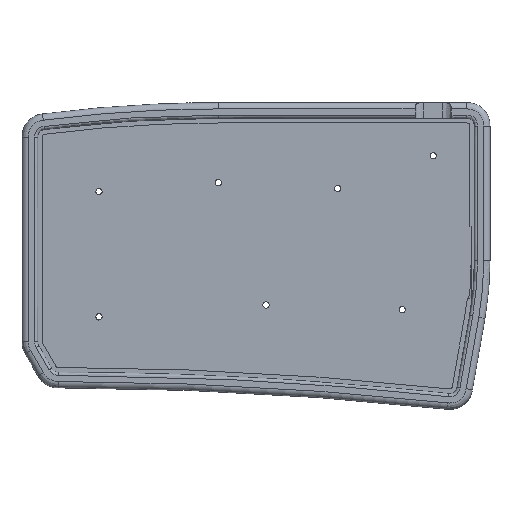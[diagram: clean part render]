
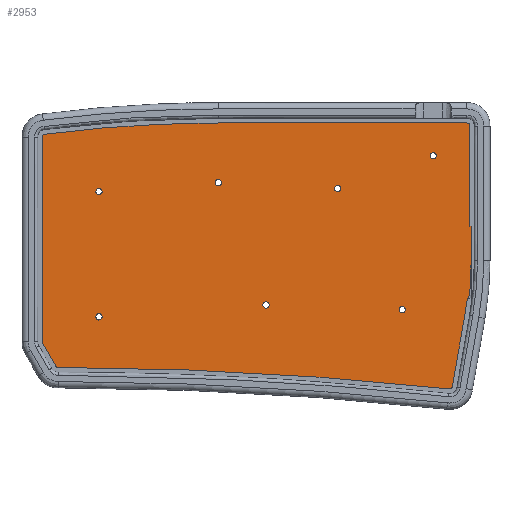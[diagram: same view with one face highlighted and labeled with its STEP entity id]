
A CAD part, top view. The second image highlights one B-rep face of the part: STEP entity #2953.
In plain terms, the highlighted planar face has unit normal (0, 0, 1).
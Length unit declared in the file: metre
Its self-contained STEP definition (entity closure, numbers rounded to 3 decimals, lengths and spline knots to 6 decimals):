
#113=CIRCLE('',#3137,0.001);
#114=CIRCLE('',#3138,0.001);
#115=CIRCLE('',#3139,0.001);
#116=CIRCLE('',#3140,0.001);
#117=CIRCLE('',#3141,0.001);
#118=CIRCLE('',#3142,0.001);
#119=CIRCLE('',#3143,0.001);
#336=B_SPLINE_CURVE_WITH_KNOTS('',3,(#7148,#7149,#7150,#7151),
 .UNSPECIFIED.,.F.,.F.,(4,4),(0.,1.),.UNSPECIFIED.);
#337=B_SPLINE_CURVE_WITH_KNOTS('',3,(#7154,#7155,#7156,#7157),
 .UNSPECIFIED.,.F.,.F.,(4,4),(0.,1.),.UNSPECIFIED.);
#338=B_SPLINE_CURVE_WITH_KNOTS('',3,(#7159,#7160,#7161,#7162),
 .UNSPECIFIED.,.F.,.F.,(4,4),(0.,1.),.UNSPECIFIED.);
#339=B_SPLINE_CURVE_WITH_KNOTS('',3,(#7164,#7165,#7166,#7167),
 .UNSPECIFIED.,.F.,.F.,(4,4),(0.,1.),.UNSPECIFIED.);
#340=B_SPLINE_CURVE_WITH_KNOTS('',3,(#7169,#7170,#7171,#7172),
 .UNSPECIFIED.,.F.,.F.,(4,4),(0.,1.),.UNSPECIFIED.);
#341=B_SPLINE_CURVE_WITH_KNOTS('',3,(#7174,#7175,#7176,#7177),
 .UNSPECIFIED.,.F.,.F.,(4,4),(0.,1.),.UNSPECIFIED.);
#342=B_SPLINE_CURVE_WITH_KNOTS('',3,(#7179,#7180,#7181,#7182),
 .UNSPECIFIED.,.F.,.F.,(4,4),(0.,1.),.UNSPECIFIED.);
#343=B_SPLINE_CURVE_WITH_KNOTS('',3,(#7184,#7185,#7186,#7187),
 .UNSPECIFIED.,.F.,.F.,(4,4),(0.,1.),.UNSPECIFIED.);
#344=B_SPLINE_CURVE_WITH_KNOTS('',3,(#7189,#7190,#7191,#7192),
 .UNSPECIFIED.,.F.,.F.,(4,4),(0.,1.),.UNSPECIFIED.);
#345=B_SPLINE_CURVE_WITH_KNOTS('',3,(#7194,#7195,#7196,#7197),
 .UNSPECIFIED.,.F.,.F.,(4,4),(0.,1.),.UNSPECIFIED.);
#346=B_SPLINE_CURVE_WITH_KNOTS('',3,(#7199,#7200,#7201,#7202),
 .UNSPECIFIED.,.F.,.F.,(4,4),(0.,1.),.UNSPECIFIED.);
#347=B_SPLINE_CURVE_WITH_KNOTS('',3,(#7204,#7205,#7206,#7207),
 .UNSPECIFIED.,.F.,.F.,(4,4),(0.,1.),.UNSPECIFIED.);
#348=B_SPLINE_CURVE_WITH_KNOTS('',3,(#7209,#7210,#7211,#7212),
 .UNSPECIFIED.,.F.,.F.,(4,4),(0.,1.),.UNSPECIFIED.);
#1040=ORIENTED_EDGE('',*,*,#1631,.F.);
#1041=ORIENTED_EDGE('',*,*,#1632,.F.);
#1042=ORIENTED_EDGE('',*,*,#1633,.F.);
#1043=ORIENTED_EDGE('',*,*,#1634,.F.);
#1044=ORIENTED_EDGE('',*,*,#1635,.F.);
#1045=ORIENTED_EDGE('',*,*,#1636,.F.);
#1046=ORIENTED_EDGE('',*,*,#1637,.F.);
#1047=ORIENTED_EDGE('',*,*,#1638,.F.);
#1048=ORIENTED_EDGE('',*,*,#1639,.F.);
#1049=ORIENTED_EDGE('',*,*,#1640,.F.);
#1050=ORIENTED_EDGE('',*,*,#1641,.F.);
#1051=ORIENTED_EDGE('',*,*,#1642,.F.);
#1052=ORIENTED_EDGE('',*,*,#1643,.F.);
#1053=ORIENTED_EDGE('',*,*,#1644,.F.);
#1054=ORIENTED_EDGE('',*,*,#1645,.F.);
#1055=ORIENTED_EDGE('',*,*,#1646,.F.);
#1056=ORIENTED_EDGE('',*,*,#1647,.F.);
#1057=ORIENTED_EDGE('',*,*,#1648,.F.);
#1058=ORIENTED_EDGE('',*,*,#1649,.F.);
#1059=ORIENTED_EDGE('',*,*,#1650,.F.);
#1631=EDGE_CURVE('',#1938,#1938,#113,.F.);
#1632=EDGE_CURVE('',#1939,#1939,#114,.F.);
#1633=EDGE_CURVE('',#1940,#1940,#115,.F.);
#1634=EDGE_CURVE('',#1941,#1941,#116,.F.);
#1635=EDGE_CURVE('',#1942,#1942,#117,.F.);
#1636=EDGE_CURVE('',#1943,#1943,#118,.F.);
#1637=EDGE_CURVE('',#1944,#1944,#119,.F.);
#1638=EDGE_CURVE('',#1945,#1946,#336,.T.);
#1639=EDGE_CURVE('',#1947,#1945,#337,.T.);
#1640=EDGE_CURVE('',#1948,#1947,#338,.T.);
#1641=EDGE_CURVE('',#1949,#1948,#339,.T.);
#1642=EDGE_CURVE('',#1950,#1949,#340,.T.);
#1643=EDGE_CURVE('',#1951,#1950,#341,.T.);
#1644=EDGE_CURVE('',#1952,#1951,#342,.T.);
#1645=EDGE_CURVE('',#1953,#1952,#343,.T.);
#1646=EDGE_CURVE('',#1954,#1953,#344,.T.);
#1647=EDGE_CURVE('',#1955,#1954,#345,.T.);
#1648=EDGE_CURVE('',#1956,#1955,#346,.T.);
#1649=EDGE_CURVE('',#1957,#1956,#347,.T.);
#1650=EDGE_CURVE('',#1946,#1957,#348,.T.);
#1938=VERTEX_POINT('',#7135);
#1939=VERTEX_POINT('',#7137);
#1940=VERTEX_POINT('',#7139);
#1941=VERTEX_POINT('',#7141);
#1942=VERTEX_POINT('',#7143);
#1943=VERTEX_POINT('',#7145);
#1944=VERTEX_POINT('',#7147);
#1945=VERTEX_POINT('',#7152);
#1946=VERTEX_POINT('',#7153);
#1947=VERTEX_POINT('',#7158);
#1948=VERTEX_POINT('',#7163);
#1949=VERTEX_POINT('',#7168);
#1950=VERTEX_POINT('',#7173);
#1951=VERTEX_POINT('',#7178);
#1952=VERTEX_POINT('',#7183);
#1953=VERTEX_POINT('',#7188);
#1954=VERTEX_POINT('',#7193);
#1955=VERTEX_POINT('',#7198);
#1956=VERTEX_POINT('',#7203);
#1957=VERTEX_POINT('',#7208);
#2377=EDGE_LOOP('',(#1040));
#2378=EDGE_LOOP('',(#1041));
#2379=EDGE_LOOP('',(#1042));
#2380=EDGE_LOOP('',(#1043));
#2381=EDGE_LOOP('',(#1044));
#2382=EDGE_LOOP('',(#1045));
#2383=EDGE_LOOP('',(#1046));
#2384=EDGE_LOOP('',(#1047,#1048,#1049,#1050,#1051,#1052,#1053,#1054,#1055,
#1056,#1057,#1058,#1059));
#2644=FACE_BOUND('',#2377,.T.);
#2645=FACE_BOUND('',#2378,.T.);
#2646=FACE_BOUND('',#2379,.T.);
#2647=FACE_BOUND('',#2380,.T.);
#2648=FACE_BOUND('',#2381,.T.);
#2649=FACE_BOUND('',#2382,.T.);
#2650=FACE_BOUND('',#2383,.T.);
#2651=FACE_BOUND('',#2384,.T.);
#2808=PLANE('',#3136);
#2953=ADVANCED_FACE('',(#2644,#2645,#2646,#2647,#2648,#2649,#2650,#2651),
#2808,.T.);
#3136=AXIS2_PLACEMENT_3D('',#7133,#3519,#3520);
#3137=AXIS2_PLACEMENT_3D('',#7134,#3521,#3522);
#3138=AXIS2_PLACEMENT_3D('',#7136,#3523,#3524);
#3139=AXIS2_PLACEMENT_3D('',#7138,#3525,#3526);
#3140=AXIS2_PLACEMENT_3D('',#7140,#3527,#3528);
#3141=AXIS2_PLACEMENT_3D('',#7142,#3529,#3530);
#3142=AXIS2_PLACEMENT_3D('',#7144,#3531,#3532);
#3143=AXIS2_PLACEMENT_3D('',#7146,#3533,#3534);
#3519=DIRECTION('',(0.,0.,1.));
#3520=DIRECTION('',(-1.,0.,0.));
#3521=DIRECTION('',(0.,0.,-1.));
#3522=DIRECTION('',(-1.,0.,0.));
#3523=DIRECTION('',(0.,0.,-1.));
#3524=DIRECTION('',(-1.,0.,0.));
#3525=DIRECTION('',(0.,0.,-1.));
#3526=DIRECTION('',(-1.,0.,0.));
#3527=DIRECTION('',(0.,0.,-1.));
#3528=DIRECTION('',(-1.,0.,0.));
#3529=DIRECTION('',(0.,0.,-1.));
#3530=DIRECTION('',(-1.,0.,0.));
#3531=DIRECTION('',(0.,0.,-1.));
#3532=DIRECTION('',(-1.,0.,0.));
#3533=DIRECTION('',(0.,0.,-1.));
#3534=DIRECTION('',(-1.,0.,0.));
#7133=CARTESIAN_POINT('',(-0.083217,-0.002215,-0.013));
#7134=CARTESIAN_POINT('',(-0.09525,0.021217,-0.013));
#7135=CARTESIAN_POINT('',(-0.09625,0.021217,-0.013));
#7136=CARTESIAN_POINT('',(-0.05715,0.019312,-0.013));
#7137=CARTESIAN_POINT('',(-0.05815,0.019312,-0.013));
#7138=CARTESIAN_POINT('',(-0.026654,0.029804,-0.013));
#7139=CARTESIAN_POINT('',(-0.027654,0.029804,-0.013));
#7140=CARTESIAN_POINT('',(-0.13335,-0.021646,-0.013));
#7141=CARTESIAN_POINT('',(-0.13435,-0.021646,-0.013));
#7142=CARTESIAN_POINT('',(-0.13335,0.018359,-0.013));
#7143=CARTESIAN_POINT('',(-0.13435,0.018359,-0.013));
#7144=CARTESIAN_POINT('',(-0.08001,-0.017836,-0.013));
#7145=CARTESIAN_POINT('',(-0.08101,-0.017836,-0.013));
#7146=CARTESIAN_POINT('',(-0.036526,-0.019333,-0.013));
#7147=CARTESIAN_POINT('',(-0.037526,-0.019333,-0.013));
#7148=CARTESIAN_POINT('',(-0.016018,0.040734,-0.013));
#7149=CARTESIAN_POINT('',(-0.014962,0.040734,-0.013));
#7150=CARTESIAN_POINT('',(-0.014518,0.040293,-0.013));
#7151=CARTESIAN_POINT('',(-0.014518,0.039234,-0.013));
#7152=CARTESIAN_POINT('',(-0.016018,0.040734,-0.013));
#7153=CARTESIAN_POINT('',(-0.014518,0.039234,-0.013));
#7154=CARTESIAN_POINT('',(-0.09525,0.040734,-0.013));
#7155=CARTESIAN_POINT('',(-0.068839,0.040734,-0.013));
#7156=CARTESIAN_POINT('',(-0.042429,0.040734,-0.013));
#7157=CARTESIAN_POINT('',(-0.016018,0.040734,-0.013));
#7158=CARTESIAN_POINT('',(-0.09525,0.040734,-0.013));
#7159=CARTESIAN_POINT('',(-0.150608,0.037158,-0.013));
#7160=CARTESIAN_POINT('',(-0.132232,0.039542,-0.013));
#7161=CARTESIAN_POINT('',(-0.11378,0.040734,-0.013));
#7162=CARTESIAN_POINT('',(-0.09525,0.040734,-0.013));
#7163=CARTESIAN_POINT('',(-0.150608,0.037158,-0.013));
#7164=CARTESIAN_POINT('',(-0.151915,0.035671,-0.013));
#7165=CARTESIAN_POINT('',(-0.151915,0.036591,-0.013));
#7166=CARTESIAN_POINT('',(-0.15152,0.03704,-0.013));
#7167=CARTESIAN_POINT('',(-0.150608,0.037158,-0.013));
#7168=CARTESIAN_POINT('',(-0.151915,0.035671,-0.013));
#7169=CARTESIAN_POINT('',(-0.151915,-0.029673,-0.013));
#7170=CARTESIAN_POINT('',(-0.151915,-0.007891,-0.013));
#7171=CARTESIAN_POINT('',(-0.151915,0.01389,-0.013));
#7172=CARTESIAN_POINT('',(-0.151915,0.035671,-0.013));
#7173=CARTESIAN_POINT('',(-0.151915,-0.029673,-0.013));
#7174=CARTESIAN_POINT('',(-0.151714,-0.030423,-0.013));
#7175=CARTESIAN_POINT('',(-0.151848,-0.030191,-0.013));
#7176=CARTESIAN_POINT('',(-0.151915,-0.029941,-0.013));
#7177=CARTESIAN_POINT('',(-0.151915,-0.029673,-0.013));
#7178=CARTESIAN_POINT('',(-0.151714,-0.030423,-0.013));
#7179=CARTESIAN_POINT('',(-0.147595,-0.03755,-0.013));
#7180=CARTESIAN_POINT('',(-0.148968,-0.035175,-0.013));
#7181=CARTESIAN_POINT('',(-0.150341,-0.032799,-0.013));
#7182=CARTESIAN_POINT('',(-0.151714,-0.030423,-0.013));
#7183=CARTESIAN_POINT('',(-0.147595,-0.03755,-0.013));
#7184=CARTESIAN_POINT('',(-0.146299,-0.0383,-0.013));
#7185=CARTESIAN_POINT('',(-0.14689,-0.038299,-0.013));
#7186=CARTESIAN_POINT('',(-0.147301,-0.03806,-0.013));
#7187=CARTESIAN_POINT('',(-0.147595,-0.03755,-0.013));
#7188=CARTESIAN_POINT('',(-0.146299,-0.0383,-0.013));
#7189=CARTESIAN_POINT('',(-0.021698,-0.045146,-0.013));
#7190=CARTESIAN_POINT('',(-0.06311,-0.040651,-0.013));
#7191=CARTESIAN_POINT('',(-0.104644,-0.038369,-0.013));
#7192=CARTESIAN_POINT('',(-0.146299,-0.0383,-0.013));
#7193=CARTESIAN_POINT('',(-0.021698,-0.045146,-0.013));
#7194=CARTESIAN_POINT('',(-0.020059,-0.043915,-0.013));
#7195=CARTESIAN_POINT('',(-0.02023,-0.044884,-0.013));
#7196=CARTESIAN_POINT('',(-0.020719,-0.045252,-0.013));
#7197=CARTESIAN_POINT('',(-0.021698,-0.045146,-0.013));
#7198=CARTESIAN_POINT('',(-0.020059,-0.043915,-0.013));
#7199=CARTESIAN_POINT('',(-0.01603,-0.021065,-0.013));
#7200=CARTESIAN_POINT('',(-0.017373,-0.028682,-0.013));
#7201=CARTESIAN_POINT('',(-0.018716,-0.036299,-0.013));
#7202=CARTESIAN_POINT('',(-0.020059,-0.043915,-0.013));
#7203=CARTESIAN_POINT('',(-0.01603,-0.021065,-0.013));
#7204=CARTESIAN_POINT('',(-0.014518,-0.003787,-0.013));
#7205=CARTESIAN_POINT('',(-0.014518,-0.009591,-0.013));
#7206=CARTESIAN_POINT('',(-0.015022,-0.01535,-0.013));
#7207=CARTESIAN_POINT('',(-0.01603,-0.021065,-0.013));
#7208=CARTESIAN_POINT('',(-0.014518,-0.003787,-0.013));
#7209=CARTESIAN_POINT('',(-0.014518,0.039234,-0.013));
#7210=CARTESIAN_POINT('',(-0.014518,0.024894,-0.013));
#7211=CARTESIAN_POINT('',(-0.014518,0.010553,-0.013));
#7212=CARTESIAN_POINT('',(-0.014518,-0.003787,-0.013));
